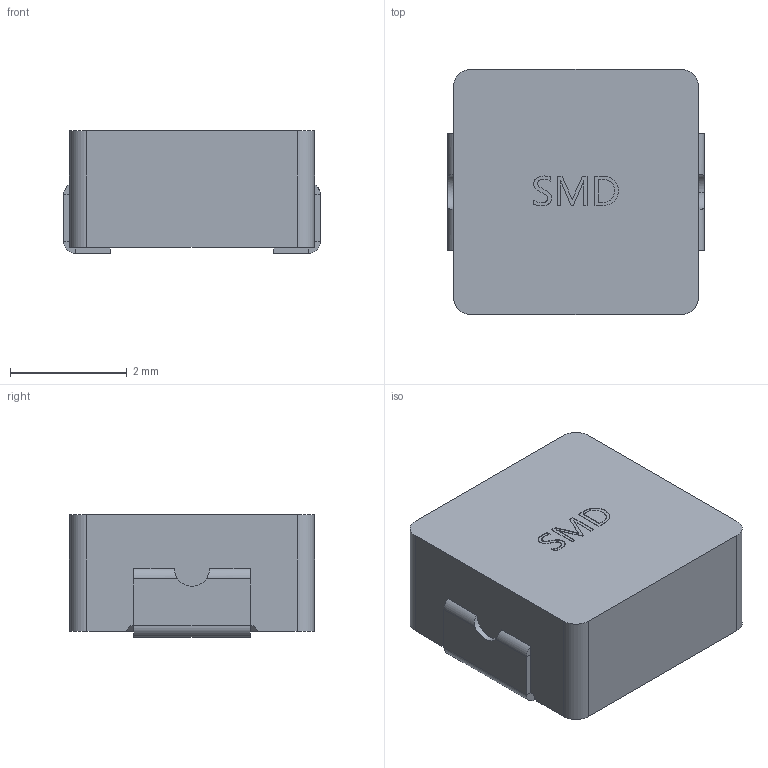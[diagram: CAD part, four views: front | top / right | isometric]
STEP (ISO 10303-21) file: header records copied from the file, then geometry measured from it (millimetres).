
FILE_DESCRIPTION (( 'STEP AP214' ), '1' );
FILE_NAME ('IND0402.SLDPRT.STEP', '2022-11-07T06:07:51', ( '' ), ( '' ), 'SwSTEP 2.0', 'SolidWorks 2019', '' );
FILE_SCHEMA (( 'AUTOMOTIVE_DESIGN' ));
Length unit declared in the file: millimetre
Products named in the file (1): IND0402.SLDPRT
Bounding box: 4.4 x 4.2 x 2.1 mm (x, y, z)
Volume: 35.7 mm3; surface area: 70.6 mm2
Topology: 1 solids, 1 shells, 99 faces, 263 edges, 170 vertices
Faces by surface type: plane 64, bspline 22, cylinder 13
Entity records: 5242 total; most frequent: CARTESIAN_POINT 1803, ORIENTED_EDGE 526, DIRECTION 393, EDGE_CURVE 263, LINE 193, VECTOR 193, VERTEX_POINT 170, EDGE_LOOP 103
